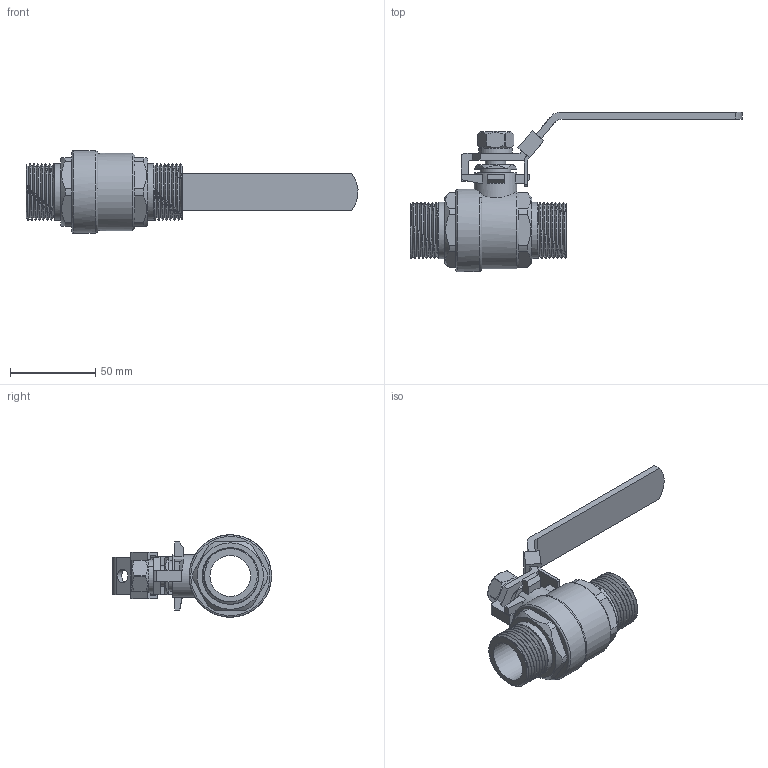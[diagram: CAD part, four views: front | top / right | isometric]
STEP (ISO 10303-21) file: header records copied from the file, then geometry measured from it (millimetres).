
FILE_DESCRIPTION(/* description */ ('Unknown'),/* implementation_level */ '2;1');
FILE_NAME(/* name */ 'R-621-2U-DN25md1',/* time_stamp */ '2020-12-14T16:24:37+08:00',/* author */ ('Unknown'),/* organization */ ('Unknown'),/* preprocessor_version */ 'ST-DEVELOPER v16.7',/* originating_system */ 'DEX',/* authorisation */ $);
FILE_SCHEMA (('AUTOMOTIVE_DESIGN {1 0 10303 214 3 1 1}'));
Length unit declared in the file: millimetre
Products named in the file (1): R-621-2U-DN25md1
Bounding box: 195.25 x 93.55 x 48.5 mm (x, y, z)
Volume: 102946.8 mm3; surface area: 39338 mm2
Topology: 1 solids, 3 shells, 294 faces, 944 edges, 638 vertices
Faces by surface type: plane 127, cylinder 82, bspline 72, cone 11, torus 2
Full cylindrical faces by diameter (mm): 8 x1, 12 x1, 12.5 x1, 18 x1, 24 x1, 25 x1, 28.426 x1, 29.759 x1, 33.2 x8, 45.5 x1, 48.5 x1
Entity records: 27103 total; most frequent: CARTESIAN_POINT 19982, ORIENTED_EDGE 1804, DIRECTION 1055, EDGE_CURVE 902, VERTEX_POINT 622, AXIS2_PLACEMENT_3D 366, EDGE_LOOP 328, FACE_BOUND 328
